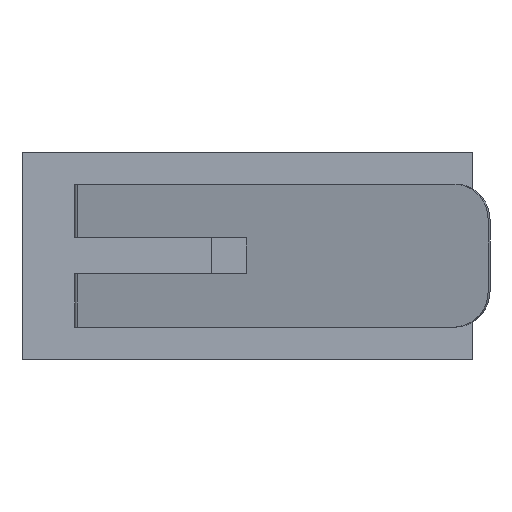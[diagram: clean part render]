
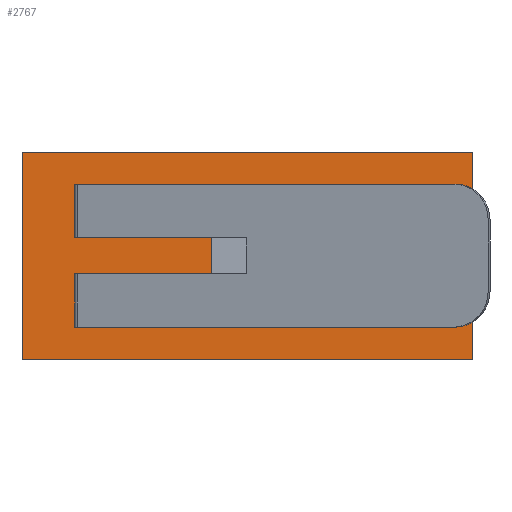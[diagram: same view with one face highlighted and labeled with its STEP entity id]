
A CAD part, top view. The second image highlights one B-rep face of the part: STEP entity #2767.
In plain terms, the highlighted planar face has unit normal (0, 0, 1).
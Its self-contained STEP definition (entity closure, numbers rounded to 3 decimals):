
#2286 = VERTEX_POINT('',#2287);
#2287 = CARTESIAN_POINT('',(0.,0.,6.1));
#2294 = PLANE('',#2295);
#2295 = AXIS2_PLACEMENT_3D('',#2296,#2297,#2298);
#2296 = CARTESIAN_POINT('',(0.,0.,0.));
#2297 = DIRECTION('',(1.,0.,0.));
#2298 = DIRECTION('',(0.,0.,1.));
#2306 = PLANE('',#2307);
#2307 = AXIS2_PLACEMENT_3D('',#2308,#2309,#2310);
#2308 = CARTESIAN_POINT('',(0.,0.,0.));
#2309 = DIRECTION('',(0.,1.,0.));
#2310 = DIRECTION('',(0.,0.,1.));
#2347 = VERTEX_POINT('',#2348);
#2348 = CARTESIAN_POINT('',(0.,5.8,6.1));
#2362 = PLANE('',#2363);
#2363 = AXIS2_PLACEMENT_3D('',#2364,#2365,#2366);
#2364 = CARTESIAN_POINT('',(0.,5.8,0.));
#2365 = DIRECTION('',(0.,1.,0.));
#2366 = DIRECTION('',(0.,0.,1.));
#2374 = EDGE_CURVE('',#2286,#2347,#2375,.T.);
#2375 = SURFACE_CURVE('',#2376,(#2380,#2387),.PCURVE_S1.);
#2376 = LINE('',#2377,#2378);
#2377 = CARTESIAN_POINT('',(0.,0.,6.1));
#2378 = VECTOR('',#2379,1.);
#2379 = DIRECTION('',(0.,1.,0.));
#2380 = PCURVE('',#2294,#2381);
#2381 = DEFINITIONAL_REPRESENTATION('',(#2382),#2386);
#2382 = LINE('',#2383,#2384);
#2383 = CARTESIAN_POINT('',(6.1,0.));
#2384 = VECTOR('',#2385,1.);
#2385 = DIRECTION('',(0.,-1.));
#2386 = ( GEOMETRIC_REPRESENTATION_CONTEXT(2) 
PARAMETRIC_REPRESENTATION_CONTEXT() REPRESENTATION_CONTEXT('2D SPACE',''
  ) );
#2387 = PCURVE('',#2388,#2393);
#2388 = PLANE('',#2389);
#2389 = AXIS2_PLACEMENT_3D('',#2390,#2391,#2392);
#2390 = CARTESIAN_POINT('',(0.,0.,6.1));
#2391 = DIRECTION('',(0.,0.,1.));
#2392 = DIRECTION('',(1.,0.,0.));
#2393 = DEFINITIONAL_REPRESENTATION('',(#2394),#2398);
#2394 = LINE('',#2395,#2396);
#2395 = CARTESIAN_POINT('',(0.,0.));
#2396 = VECTOR('',#2397,1.);
#2397 = DIRECTION('',(0.,1.));
#2398 = ( GEOMETRIC_REPRESENTATION_CONTEXT(2) 
PARAMETRIC_REPRESENTATION_CONTEXT() REPRESENTATION_CONTEXT('2D SPACE',''
  ) );
#2427 = EDGE_CURVE('',#2286,#2428,#2430,.T.);
#2428 = VERTEX_POINT('',#2429);
#2429 = CARTESIAN_POINT('',(12.6,0.,6.1));
#2430 = SURFACE_CURVE('',#2431,(#2435,#2442),.PCURVE_S1.);
#2431 = LINE('',#2432,#2433);
#2432 = CARTESIAN_POINT('',(0.,0.,6.1));
#2433 = VECTOR('',#2434,1.);
#2434 = DIRECTION('',(1.,0.,0.));
#2435 = PCURVE('',#2306,#2436);
#2436 = DEFINITIONAL_REPRESENTATION('',(#2437),#2441);
#2437 = LINE('',#2438,#2439);
#2438 = CARTESIAN_POINT('',(6.1,0.));
#2439 = VECTOR('',#2440,1.);
#2440 = DIRECTION('',(0.,1.));
#2441 = ( GEOMETRIC_REPRESENTATION_CONTEXT(2) 
PARAMETRIC_REPRESENTATION_CONTEXT() REPRESENTATION_CONTEXT('2D SPACE',''
  ) );
#2442 = PCURVE('',#2388,#2443);
#2443 = DEFINITIONAL_REPRESENTATION('',(#2444),#2448);
#2444 = LINE('',#2445,#2446);
#2445 = CARTESIAN_POINT('',(0.,0.));
#2446 = VECTOR('',#2447,1.);
#2447 = DIRECTION('',(1.,0.));
#2448 = ( GEOMETRIC_REPRESENTATION_CONTEXT(2) 
PARAMETRIC_REPRESENTATION_CONTEXT() REPRESENTATION_CONTEXT('2D SPACE',''
  ) );
#2466 = PLANE('',#2467);
#2467 = AXIS2_PLACEMENT_3D('',#2468,#2469,#2470);
#2468 = CARTESIAN_POINT('',(12.6,0.,0.));
#2469 = DIRECTION('',(1.,0.,0.));
#2470 = DIRECTION('',(0.,0.,1.));
#2767 = ADVANCED_FACE('',(#2768),#2388,.T.);
#2768 = FACE_BOUND('',#2769,.T.);
#2769 = EDGE_LOOP('',(#2770,#2771,#2772,#2795));
#2770 = ORIENTED_EDGE('',*,*,#2374,.F.);
#2771 = ORIENTED_EDGE('',*,*,#2427,.T.);
#2772 = ORIENTED_EDGE('',*,*,#2773,.T.);
#2773 = EDGE_CURVE('',#2428,#2774,#2776,.T.);
#2774 = VERTEX_POINT('',#2775);
#2775 = CARTESIAN_POINT('',(12.6,5.8,6.1));
#2776 = SURFACE_CURVE('',#2777,(#2781,#2788),.PCURVE_S1.);
#2777 = LINE('',#2778,#2779);
#2778 = CARTESIAN_POINT('',(12.6,0.,6.1));
#2779 = VECTOR('',#2780,1.);
#2780 = DIRECTION('',(0.,1.,0.));
#2781 = PCURVE('',#2388,#2782);
#2782 = DEFINITIONAL_REPRESENTATION('',(#2783),#2787);
#2783 = LINE('',#2784,#2785);
#2784 = CARTESIAN_POINT('',(12.6,0.));
#2785 = VECTOR('',#2786,1.);
#2786 = DIRECTION('',(0.,1.));
#2787 = ( GEOMETRIC_REPRESENTATION_CONTEXT(2) 
PARAMETRIC_REPRESENTATION_CONTEXT() REPRESENTATION_CONTEXT('2D SPACE',''
  ) );
#2788 = PCURVE('',#2466,#2789);
#2789 = DEFINITIONAL_REPRESENTATION('',(#2790),#2794);
#2790 = LINE('',#2791,#2792);
#2791 = CARTESIAN_POINT('',(6.1,0.));
#2792 = VECTOR('',#2793,1.);
#2793 = DIRECTION('',(0.,-1.));
#2794 = ( GEOMETRIC_REPRESENTATION_CONTEXT(2) 
PARAMETRIC_REPRESENTATION_CONTEXT() REPRESENTATION_CONTEXT('2D SPACE',''
  ) );
#2795 = ORIENTED_EDGE('',*,*,#2796,.F.);
#2796 = EDGE_CURVE('',#2347,#2774,#2797,.T.);
#2797 = SURFACE_CURVE('',#2798,(#2802,#2809),.PCURVE_S1.);
#2798 = LINE('',#2799,#2800);
#2799 = CARTESIAN_POINT('',(0.,5.8,6.1));
#2800 = VECTOR('',#2801,1.);
#2801 = DIRECTION('',(1.,0.,0.));
#2802 = PCURVE('',#2388,#2803);
#2803 = DEFINITIONAL_REPRESENTATION('',(#2804),#2808);
#2804 = LINE('',#2805,#2806);
#2805 = CARTESIAN_POINT('',(0.,5.8));
#2806 = VECTOR('',#2807,1.);
#2807 = DIRECTION('',(1.,0.));
#2808 = ( GEOMETRIC_REPRESENTATION_CONTEXT(2) 
PARAMETRIC_REPRESENTATION_CONTEXT() REPRESENTATION_CONTEXT('2D SPACE',''
  ) );
#2809 = PCURVE('',#2362,#2810);
#2810 = DEFINITIONAL_REPRESENTATION('',(#2811),#2815);
#2811 = LINE('',#2812,#2813);
#2812 = CARTESIAN_POINT('',(6.1,0.));
#2813 = VECTOR('',#2814,1.);
#2814 = DIRECTION('',(0.,1.));
#2815 = ( GEOMETRIC_REPRESENTATION_CONTEXT(2) 
PARAMETRIC_REPRESENTATION_CONTEXT() REPRESENTATION_CONTEXT('2D SPACE',''
  ) );
